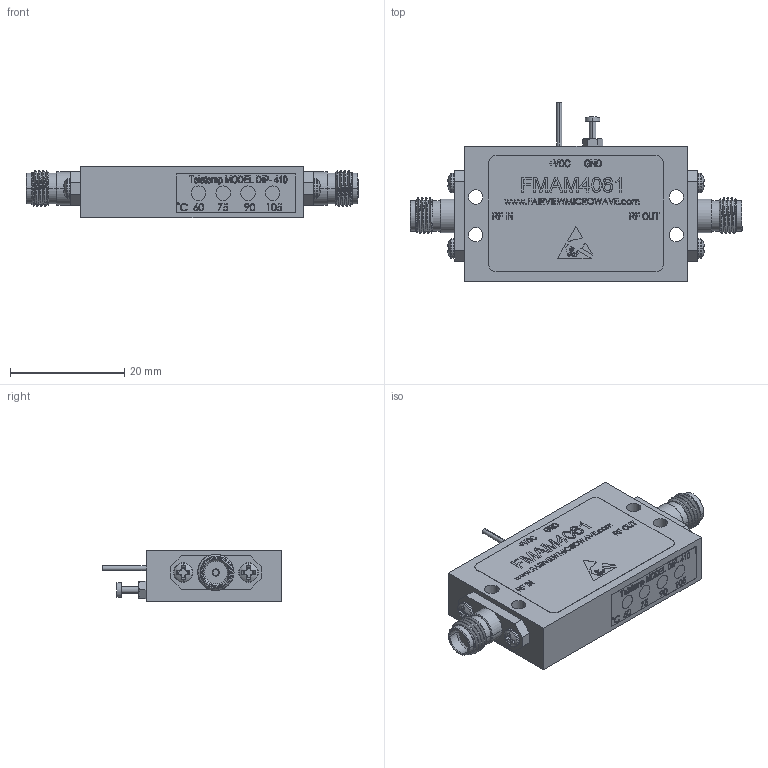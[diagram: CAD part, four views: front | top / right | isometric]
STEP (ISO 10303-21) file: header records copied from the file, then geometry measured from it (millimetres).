
FILE_DESCRIPTION (( 'STEP AP203' ), '1' );
FILE_NAME ('PE15A4061.step', '2019-01-11T16:53:00', ( '' ), ( '' ), 'SwSTEP 2.0', 'SolidWorks 2017', '' );
FILE_SCHEMA (( 'CONFIG_CONTROL_DESIGN' ));
Length unit declared in the file: inch
Products named in the file (1): PE15A4061
Bounding box: 58.01 x 31.29 x 8.94 mm (x, y, z)
Volume: 8670.1 mm3; surface area: 4556.1 mm2
Topology: 5 solids, 11 shells, 1528 faces, 4012 edges, 2660 vertices
Faces by surface type: plane 861, bspline 357, cylinder 228, cone 58, torus 16, sphere 8
Entity records: 71973 total; most frequent: CARTESIAN_POINT 37000, ORIENTED_EDGE 8024, DIRECTION 5764, EDGE_CURVE 4012, VERTEX_POINT 2660, VECTOR 2552, LINE 2552, EDGE_LOOP 1700
